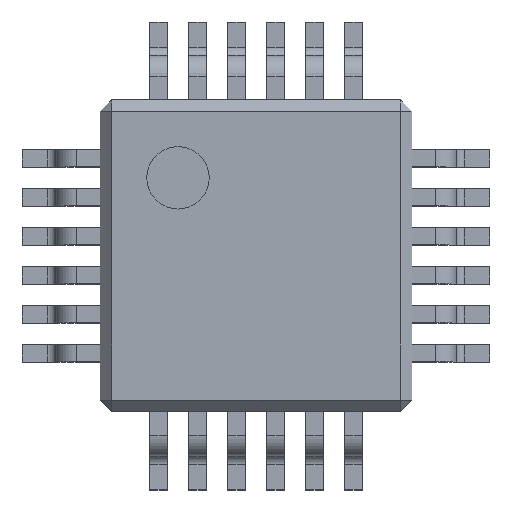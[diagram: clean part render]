
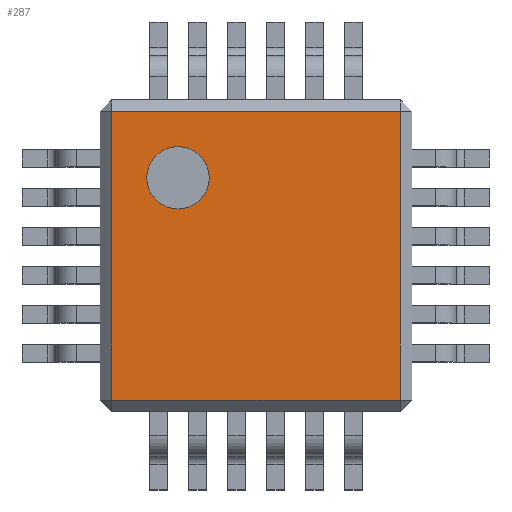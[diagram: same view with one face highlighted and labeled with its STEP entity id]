
A CAD part, top view. The second image highlights one B-rep face of the part: STEP entity #287.
In plain terms, the highlighted planar face has unit normal (0, 0, 1).
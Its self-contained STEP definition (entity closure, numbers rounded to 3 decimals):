
#13=DIRECTION('',(0.,0.,1.));
#14=DIRECTION('',(1.,0.,0.));
#88=VECTOR('',#89,1.);
#89=DIRECTION('',(0.,1.,0.));
#161=VERTEX_POINT('',#162);
#162=CARTESIAN_POINT('',(-1.85,-1.85,1.4));
#170=VERTEX_POINT('',#171);
#171=CARTESIAN_POINT('',(-1.85,1.85,1.4));
#176=ORIENTED_EDGE('',*,*,#177,.F.);
#177=EDGE_CURVE('',#161,#170,#178,.T.);
#178=LINE('',#179,#88);
#179=CARTESIAN_POINT('',(-1.85,-2.,1.4));
#245=VECTOR('',#14,1.);
#287=ADVANCED_FACE('',(#288,#306),#315,.T.);
#288=FACE_BOUND('',#289,.T.);
#289=EDGE_LOOP('',(#176,#290,#296,#302));
#290=ORIENTED_EDGE('',*,*,#291,.T.);
#291=EDGE_CURVE('',#161,#292,#294,.T.);
#292=VERTEX_POINT('',#293);
#293=CARTESIAN_POINT('',(1.85,-1.85,1.4));
#294=LINE('',#295,#245);
#295=CARTESIAN_POINT('',(-2.,-1.85,1.4));
#296=ORIENTED_EDGE('',*,*,#297,.T.);
#297=EDGE_CURVE('',#292,#298,#300,.T.);
#298=VERTEX_POINT('',#299);
#299=CARTESIAN_POINT('',(1.85,1.85,1.4));
#300=LINE('',#301,#88);
#301=CARTESIAN_POINT('',(1.85,-2.,1.4));
#302=ORIENTED_EDGE('',*,*,#303,.F.);
#303=EDGE_CURVE('',#170,#298,#304,.T.);
#304=LINE('',#305,#245);
#305=CARTESIAN_POINT('',(-2.,1.85,1.4));
#306=FACE_BOUND('',#307,.T.);
#307=EDGE_LOOP('',(#308));
#308=ORIENTED_EDGE('',*,*,#309,.F.);
#309=EDGE_CURVE('',#310,#310,#312,.T.);
#310=VERTEX_POINT('',#311);
#311=CARTESIAN_POINT('',(-0.6,1.,1.4));
#312=CIRCLE('',#313,0.4);
#313=AXIS2_PLACEMENT_3D('',#314,#13,#14);
#314=CARTESIAN_POINT('',(-1.,1.,1.4));
#315=PLANE('',#316);
#316=AXIS2_PLACEMENT_3D('',#317,#13,#14);
#317=CARTESIAN_POINT('',(-2.,-2.,1.4));
